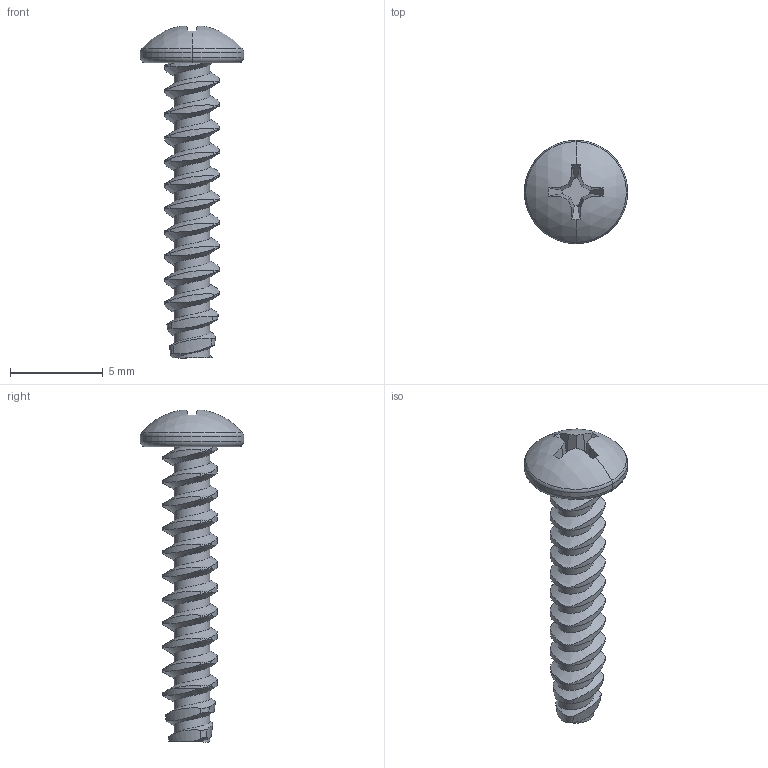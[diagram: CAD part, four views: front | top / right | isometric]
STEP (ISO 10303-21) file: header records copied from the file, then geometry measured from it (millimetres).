
FILE_DESCRIPTION (( 'STEP AP203' ), '1' );
FILE_NAME ('90380A115.step', '2013-03-13T14:08:54', ( 'Admin' ), ( 'Microsoft' ), 'SwSTEP 2.0', 'SolidWorks 2012', '' );
FILE_SCHEMA (( 'CONFIG_CONTROL_DESIGN' ));
Length unit declared in the file: inch
Products named in the file (1): 90380A115
Bounding box: 5.56 x 5.56 x 17.86 mm (x, y, z)
Volume: 99.6 mm3; surface area: 239.5 mm2
Topology: 1 solids, 1 shells, 126 faces, 362 edges, 239 vertices
Faces by surface type: cylinder 75, plane 23, cone 19, torus 4, bspline 3, sphere 2
Entity records: 6884 total; most frequent: CARTESIAN_POINT 3848, ORIENTED_EDGE 724, DIRECTION 466, EDGE_CURVE 362, VERTEX_POINT 239, B_SPLINE_CURVE_WITH_KNOTS 185, AXIS2_PLACEMENT_3D 167, LINE 132
